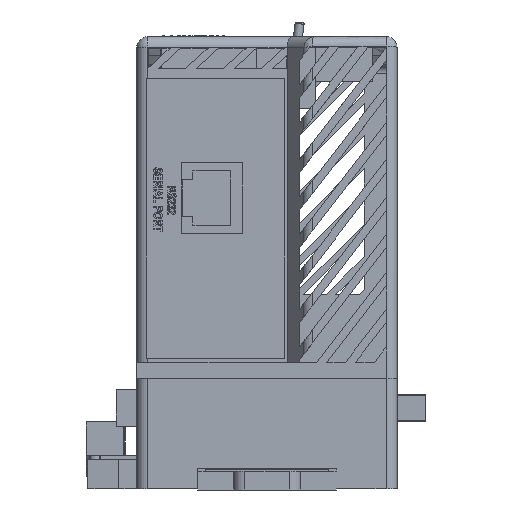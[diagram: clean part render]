
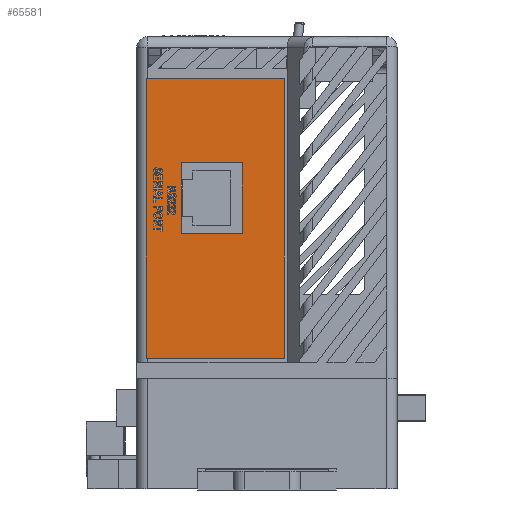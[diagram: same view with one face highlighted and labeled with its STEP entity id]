
A CAD part, front view. The second image highlights one B-rep face of the part: STEP entity #65581.
In plain terms, the highlighted planar face has unit normal (0, -1, 0).
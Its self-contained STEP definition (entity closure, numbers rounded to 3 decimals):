
#2224 = VERTEX_POINT ( 'NONE', #78590 ) ;
#3175 = CARTESIAN_POINT ( 'NONE',  ( 19.5, 5.25, 26.75 ) ) ;
#3563 = EDGE_CURVE ( 'NONE', #14438, #68200, #47852, .T. ) ;
#3583 = VECTOR ( 'NONE', #11739, 1000. ) ;
#3613 = EDGE_CURVE ( 'NONE', #77133, #38808, #79704, .T. ) ;
#6735 = DIRECTION ( 'NONE',  ( 0., 0., 1. ) ) ;
#8668 = DIRECTION ( 'NONE',  ( -1., 0., 0. ) ) ;
#11478 = CARTESIAN_POINT ( 'NONE',  ( 27.25, 5.25, 3.75 ) ) ;
#11739 = DIRECTION ( 'NONE',  ( 0., 0., 1. ) ) ;
#12634 = LINE ( 'NONE', #25401, #32601 ) ;
#13536 = ORIENTED_EDGE ( 'NONE', *, *, #44890, .F. ) ;
#14438 = VERTEX_POINT ( 'NONE', #11478 ) ;
#17985 = ORIENTED_EDGE ( 'NONE', *, *, #58727, .F. ) ;
#24543 = CARTESIAN_POINT ( 'NONE',  ( 19.5, 5.25, 26.75 ) ) ;
#25401 = CARTESIAN_POINT ( 'NONE',  ( 19.5, 5.25, 39.75 ) ) ;
#26824 = VECTOR ( 'NONE', #33095, 1000. ) ;
#29052 = CARTESIAN_POINT ( 'NONE',  ( 1.75, 5.25, 3.75 ) ) ;
#29447 = CARTESIAN_POINT ( 'NONE',  ( 27.25, 5.25, 55.25 ) ) ;
#29922 = VERTEX_POINT ( 'NONE', #87196 ) ;
#32601 = VECTOR ( 'NONE', #8668, 1000. ) ;
#32673 = ORIENTED_EDGE ( 'NONE', *, *, #86698, .T. ) ;
#33095 = DIRECTION ( 'NONE',  ( 1., 0., 0. ) ) ;
#35174 = ORIENTED_EDGE ( 'NONE', *, *, #46632, .F. ) ;
#35971 = DIRECTION ( 'NONE',  ( 0., 1., 0. ) ) ;
#37580 = CARTESIAN_POINT ( 'NONE',  ( 1.75, 5.25, 3.75 ) ) ;
#38805 = LINE ( 'NONE', #107706, #103879 ) ;
#38808 = VERTEX_POINT ( 'NONE', #37580 ) ;
#40276 = AXIS2_PLACEMENT_3D ( 'NONE', #86756, #35971, #95352 ) ;
#40721 = ORIENTED_EDGE ( 'NONE', *, *, #84041, .F. ) ;
#44688 = FACE_OUTER_BOUND ( 'NONE', #91924, .T. ) ;
#44890 = EDGE_CURVE ( 'NONE', #58564, #2224, #12634, .T. ) ;
#44911 = VECTOR ( 'NONE', #102922, 1000. ) ;
#45570 = VERTEX_POINT ( 'NONE', #70475 ) ;
#46632 = EDGE_CURVE ( 'NONE', #2224, #45570, #95734, .T. ) ;
#47573 = LINE ( 'NONE', #102532, #44911 ) ;
#47852 = LINE ( 'NONE', #82453, #90311 ) ;
#50549 = VECTOR ( 'NONE', #74705, 1000. ) ;
#52689 = PLANE ( 'NONE',  #40276 ) ;
#56094 = EDGE_CURVE ( 'NONE', #38808, #14438, #47573, .T. ) ;
#58564 = VERTEX_POINT ( 'NONE', #102342 ) ;
#58712 = CARTESIAN_POINT ( 'NONE',  ( 1.75, 5.25, 55.25 ) ) ;
#58727 = EDGE_CURVE ( 'NONE', #29922, #58564, #71339, .T. ) ;
#61994 = FACE_BOUND ( 'NONE', #99026, .T. ) ;
#65581 = ADVANCED_FACE ( 'NONE', ( #61994, #44688 ), #52689, .F. ) ;
#68200 = VERTEX_POINT ( 'NONE', #29447 ) ;
#70475 = CARTESIAN_POINT ( 'NONE',  ( 8.25, 5.25, 26.75 ) ) ;
#71339 = LINE ( 'NONE', #3175, #3583 ) ;
#71387 = ORIENTED_EDGE ( 'NONE', *, *, #56094, .T. ) ;
#73234 = DIRECTION ( 'NONE',  ( -1., 0., 0. ) ) ;
#74705 = DIRECTION ( 'NONE',  ( 0., 0., -1. ) ) ;
#77104 = VECTOR ( 'NONE', #88380, 1000. ) ;
#77133 = VERTEX_POINT ( 'NONE', #58712 ) ;
#78590 = CARTESIAN_POINT ( 'NONE',  ( 8.25, 5.25, 39.75 ) ) ;
#79704 = LINE ( 'NONE', #29052, #77104 ) ;
#82453 = CARTESIAN_POINT ( 'NONE',  ( 27.25, 5.25, 3.75 ) ) ;
#84041 = EDGE_CURVE ( 'NONE', #45570, #29922, #94534, .T. ) ;
#86698 = EDGE_CURVE ( 'NONE', #68200, #77133, #38805, .T. ) ;
#86756 = CARTESIAN_POINT ( 'NONE',  ( 1.75, 5.25, 55.25 ) ) ;
#87196 = CARTESIAN_POINT ( 'NONE',  ( 19.5, 5.25, 26.75 ) ) ;
#88380 = DIRECTION ( 'NONE',  ( 0., 0., -1. ) ) ;
#90311 = VECTOR ( 'NONE', #6735, 1000. ) ;
#91924 = EDGE_LOOP ( 'NONE', ( #109401, #71387, #109270, #32673 ) ) ;
#94534 = LINE ( 'NONE', #24543, #26824 ) ;
#95352 = DIRECTION ( 'NONE',  ( 0., 0., 1. ) ) ;
#95734 = LINE ( 'NONE', #107694, #50549 ) ;
#99026 = EDGE_LOOP ( 'NONE', ( #40721, #35174, #13536, #17985 ) ) ;
#102342 = CARTESIAN_POINT ( 'NONE',  ( 19.5, 5.25, 39.75 ) ) ;
#102532 = CARTESIAN_POINT ( 'NONE',  ( 1.75, 5.25, 3.75 ) ) ;
#102922 = DIRECTION ( 'NONE',  ( 1., 0., 0. ) ) ;
#103879 = VECTOR ( 'NONE', #73234, 1000. ) ;
#107694 = CARTESIAN_POINT ( 'NONE',  ( 8.25, 5.25, 26.75 ) ) ;
#107706 = CARTESIAN_POINT ( 'NONE',  ( 1.75, 5.25, 55.25 ) ) ;
#109270 = ORIENTED_EDGE ( 'NONE', *, *, #3563, .T. ) ;
#109401 = ORIENTED_EDGE ( 'NONE', *, *, #3613, .T. ) ;
